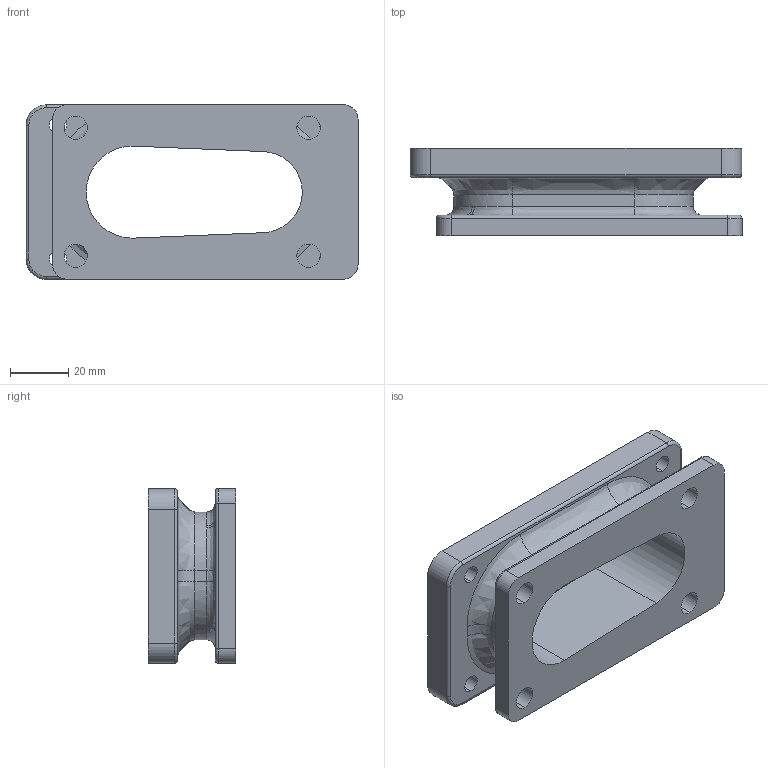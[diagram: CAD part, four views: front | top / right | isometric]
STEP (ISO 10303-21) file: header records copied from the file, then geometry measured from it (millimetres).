
FILE_DESCRIPTION (( 'STEP AP214' ), '1' );
FILE_NAME ('Cale carburateur subar 2.1.step', '2021-12-08T20:04:58', ( '' ), ( '' ), 'SwSTEP 2.0', 'SolidWorks 2018', '' );
FILE_SCHEMA (( 'AUTOMOTIVE_DESIGN' ));
Length unit declared in the file: millimetre
Products named in the file (1): Cale carburateur subar 2.1
Bounding box: 114.11 x 30 x 60.09 mm (x, y, z)
Volume: 93705.7 mm3; surface area: 29142.9 mm2
Topology: 1 solids, 1 shells, 84 faces, 210 edges, 128 vertices
Faces by surface type: cylinder 38, bspline 20, plane 18, torus 8
Entity records: 3112 total; most frequent: CARTESIAN_POINT 1200, ORIENTED_EDGE 420, DIRECTION 358, EDGE_CURVE 210, AXIS2_PLACEMENT_3D 143, VERTEX_POINT 128, EDGE_LOOP 102, ADVANCED_FACE 84
